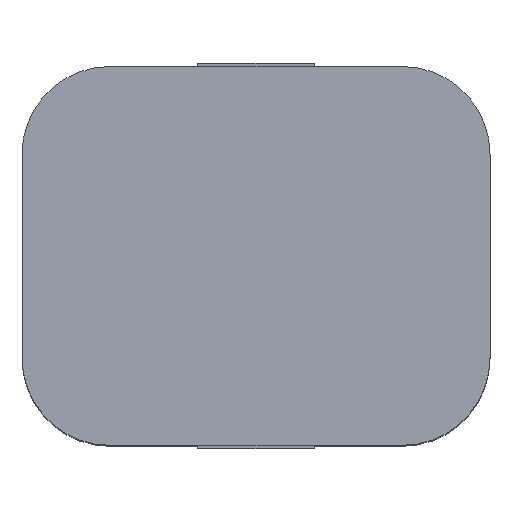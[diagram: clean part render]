
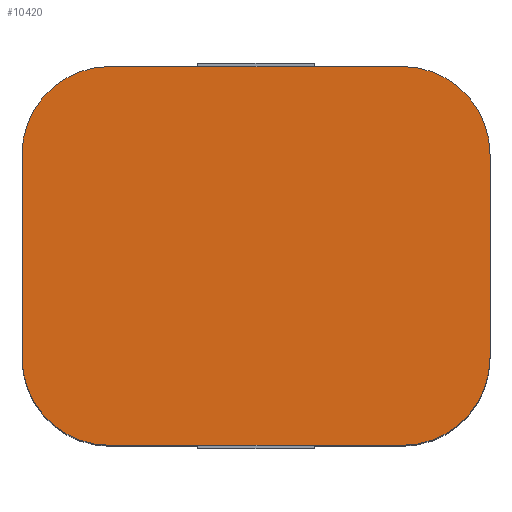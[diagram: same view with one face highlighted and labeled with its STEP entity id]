
A CAD part, top view. The second image highlights one B-rep face of the part: STEP entity #10420.
In plain terms, the highlighted planar face has unit normal (0, 0, 1).
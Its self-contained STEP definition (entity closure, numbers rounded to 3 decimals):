
#852=CIRCLE('',#11570,12.5);
#857=CIRCLE('',#11578,12.5);
#858=CIRCLE('',#11581,12.5);
#859=CIRCLE('',#11583,12.5);
#1441=FACE_OUTER_BOUND('',#2035,.T.);
#2035=EDGE_LOOP('',(#9425,#9426,#9427,#9428,#9429,#9430,#9431,#9432));
#3072=LINE('',#18028,#4156);
#3078=LINE('',#18049,#4162);
#3082=LINE('',#18060,#4166);
#3083=LINE('',#18062,#4167);
#4156=VECTOR('',#14404,10.);
#4162=VECTOR('',#14424,10.);
#4166=VECTOR('',#14438,10.);
#4167=VECTOR('',#14441,10.);
#5196=VERTEX_POINT('',#18015);
#5197=VERTEX_POINT('',#18016);
#5201=VERTEX_POINT('',#18026);
#5207=VERTEX_POINT('',#18042);
#5208=VERTEX_POINT('',#18043);
#5209=VERTEX_POINT('',#18048);
#5210=VERTEX_POINT('',#18052);
#5211=VERTEX_POINT('',#18056);
#6649=EDGE_CURVE('',#5196,#5197,#852,.T.);
#6655=EDGE_CURVE('',#5196,#5201,#3072,.T.);
#6662=EDGE_CURVE('',#5207,#5208,#857,.T.);
#6665=EDGE_CURVE('',#5209,#5208,#3078,.T.);
#6667=EDGE_CURVE('',#5209,#5210,#858,.T.);
#6669=EDGE_CURVE('',#5211,#5201,#859,.T.);
#6671=EDGE_CURVE('',#5207,#5197,#3082,.T.);
#6672=EDGE_CURVE('',#5211,#5210,#3083,.T.);
#9425=ORIENTED_EDGE('',*,*,#6649,.F.);
#9426=ORIENTED_EDGE('',*,*,#6655,.T.);
#9427=ORIENTED_EDGE('',*,*,#6669,.F.);
#9428=ORIENTED_EDGE('',*,*,#6672,.T.);
#9429=ORIENTED_EDGE('',*,*,#6667,.F.);
#9430=ORIENTED_EDGE('',*,*,#6665,.T.);
#9431=ORIENTED_EDGE('',*,*,#6662,.F.);
#9432=ORIENTED_EDGE('',*,*,#6671,.T.);
#9903=PLANE('',#11586);
#10420=ADVANCED_FACE('',(#1441),#9903,.T.);
#11570=AXIS2_PLACEMENT_3D('',#18017,#14394,#14395);
#11578=AXIS2_PLACEMENT_3D('',#18044,#14418,#14419);
#11581=AXIS2_PLACEMENT_3D('',#18053,#14428,#14429);
#11583=AXIS2_PLACEMENT_3D('',#18057,#14433,#14434);
#11586=AXIS2_PLACEMENT_3D('',#18063,#14442,#14443);
#14394=DIRECTION('center_axis',(0.,0.,-1.));
#14395=DIRECTION('ref_axis',(-0.707,-0.707,0.));
#14404=DIRECTION('',(1.,0.,0.));
#14418=DIRECTION('center_axis',(0.,0.,-1.));
#14419=DIRECTION('ref_axis',(-0.707,0.707,0.));
#14424=DIRECTION('',(-1.,0.,0.));
#14428=DIRECTION('center_axis',(0.,0.,-1.));
#14429=DIRECTION('ref_axis',(0.707,0.707,0.));
#14433=DIRECTION('center_axis',(0.,0.,-1.));
#14434=DIRECTION('ref_axis',(0.707,-0.707,0.));
#14438=DIRECTION('',(0.,-1.,0.));
#14441=DIRECTION('',(0.,1.,0.));
#14442=DIRECTION('center_axis',(0.,0.,1.));
#14443=DIRECTION('ref_axis',(1.,0.,0.));
#18015=CARTESIAN_POINT('',(19.646,86.306,50.089));
#18016=CARTESIAN_POINT('',(7.146,98.806,50.089));
#18017=CARTESIAN_POINT('Origin',(19.646,98.806,50.089));
#18026=CARTESIAN_POINT('',(61.302,86.306,50.089));
#18028=CARTESIAN_POINT('',(73.802,86.306,50.089));
#18042=CARTESIAN_POINT('',(7.146,127.762,50.089));
#18043=CARTESIAN_POINT('',(19.646,140.262,50.089));
#18044=CARTESIAN_POINT('Origin',(19.646,127.762,50.089));
#18048=CARTESIAN_POINT('',(61.302,140.262,50.089));
#18049=CARTESIAN_POINT('',(7.146,140.262,50.089));
#18052=CARTESIAN_POINT('',(73.802,127.762,50.089));
#18053=CARTESIAN_POINT('Origin',(61.302,127.762,50.089));
#18056=CARTESIAN_POINT('',(73.802,98.806,50.089));
#18057=CARTESIAN_POINT('Origin',(61.302,98.806,50.089));
#18060=CARTESIAN_POINT('',(7.146,86.306,50.089));
#18062=CARTESIAN_POINT('',(73.802,140.262,50.089));
#18063=CARTESIAN_POINT('Origin',(40.474,113.284,50.089));
